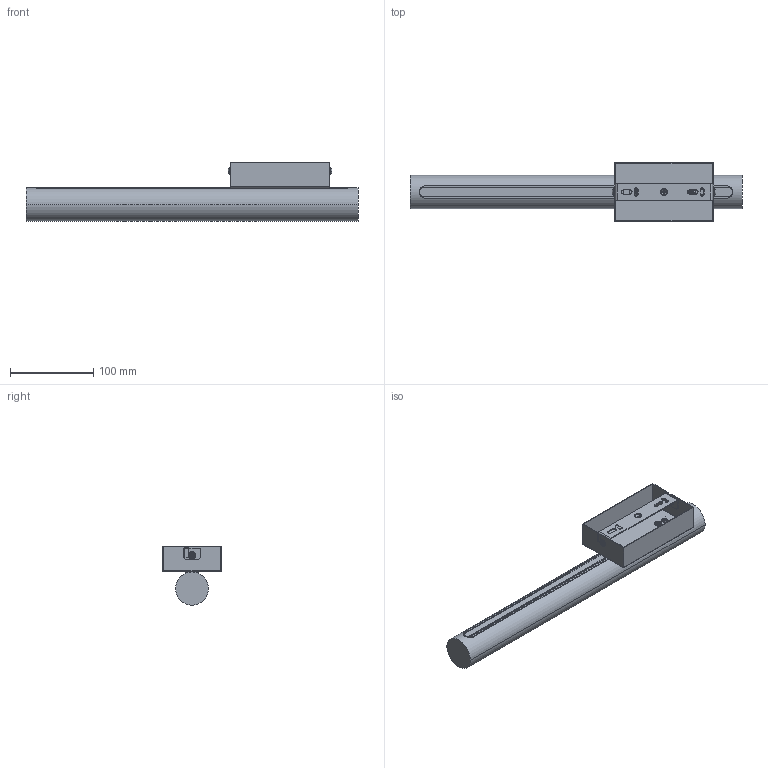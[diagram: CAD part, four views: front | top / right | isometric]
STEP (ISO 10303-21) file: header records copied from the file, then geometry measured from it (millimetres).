
FILE_DESCRIPTION((''),'2;1');
FILE_NAME('PL2025-29A_ASM','2026-01-02T',('PWJ'),(''),'PRO/ENGINEER BY PARAMETRIC TECHNOLOGY CORPORATION, 2010280','PRO/ENGINEER BY PARAMETRIC TECHNOLOGY CORPORATION, 2010280','');
FILE_SCHEMA(('CONFIG_CONTROL_DESIGN'));
Length unit declared in the file: millimetre
Products named in the file (12): PL2025-29-02; PL2025-29-05; PL2025-29-06; PL2025-29-09; PL2025-29-2_ASM; PL2025-29-01; PL2025-29-04; PL2025-29-04-1; PL2025-29-03-1; PL2025-29-03; PL2025-29-1_ASM; PL2025-29A_ASM
Assembly tree (13 placements, depth 3):
  PL2025-29A_ASM
    PL2025-29-2_ASM
      PL2025-29-02
      PL2025-29-05
      PL2025-29-06  x2
      PL2025-29-09  x2
    PL2025-29-1_ASM
      PL2025-29-01
      PL2025-29-04
      PL2025-29-04-1
      PL2025-29-03-1
      PL2025-29-03
Bounding box: 400 x 70 x 70.25 mm (x, y, z)
Volume: 465351.3 mm3; surface area: 140866.9 mm2
Topology: 11 solids, 11 shells, 619 faces, 1684 edges, 1103 vertices
Faces by surface type: cylinder 302, plane 210, bspline 68, cone 29, torus 10
Entity records: 25976 total; most frequent: CARTESIAN_POINT 15604, ORIENTED_EDGE 2292, DIRECTION 1826, EDGE_CURVE 1146, VERTEX_POINT 751, VECTOR 620, LINE 620, AXIS2_PLACEMENT_3D 603
